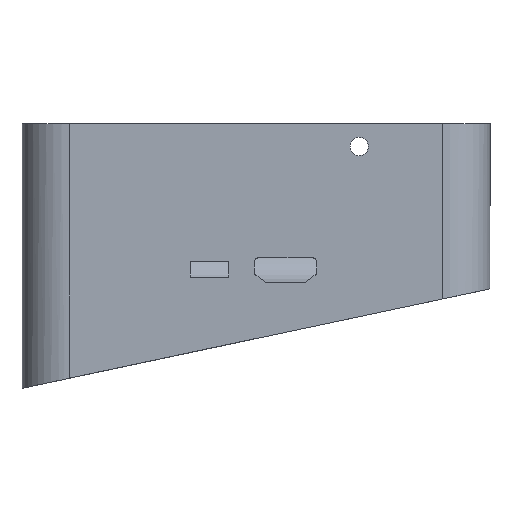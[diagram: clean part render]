
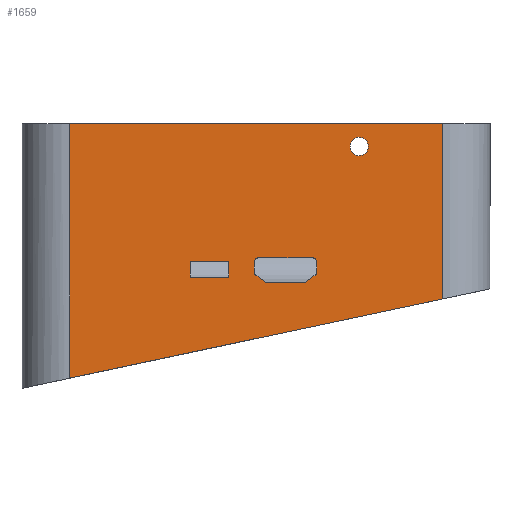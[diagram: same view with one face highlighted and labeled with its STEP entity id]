
A CAD part, left-side view. The second image highlights one B-rep face of the part: STEP entity #1659.
In plain terms, the highlighted planar face has unit normal (-1, 0, 0).
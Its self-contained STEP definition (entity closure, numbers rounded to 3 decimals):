
#56=FACE_BOUND('',#307,.T.);
#57=FACE_BOUND('',#308,.T.);
#58=FACE_BOUND('',#309,.T.);
#104=PLANE('',#1849);
#195=FACE_OUTER_BOUND('',#306,.T.);
#306=EDGE_LOOP('',(#1504,#1505,#1506,#1507));
#307=EDGE_LOOP('',(#1508,#1509,#1510,#1511,#1512,#1513,#1514,#1515,#1516,
#1517,#1518,#1519));
#308=EDGE_LOOP('',(#1520,#1521,#1522,#1523));
#309=EDGE_LOOP('',(#1524));
#313=LINE('',#2365,#461);
#317=LINE('',#2377,#465);
#321=LINE('',#2389,#469);
#326=LINE('',#2404,#474);
#331=LINE('',#2416,#479);
#334=LINE('',#2425,#482);
#337=LINE('',#2433,#485);
#340=LINE('',#2439,#488);
#343=LINE('',#2445,#491);
#346=LINE('',#2449,#494);
#376=LINE('',#2561,#524);
#384=LINE('',#2589,#532);
#457=LINE('',#2839,#605);
#458=LINE('',#2841,#606);
#461=VECTOR('',#1863,10.);
#465=VECTOR('',#1875,10.);
#469=VECTOR('',#1887,10.);
#474=VECTOR('',#1900,10.);
#479=VECTOR('',#1913,10.);
#482=VECTOR('',#1924,10.);
#485=VECTOR('',#1929,10.);
#488=VECTOR('',#1934,10.);
#491=VECTOR('',#1939,10.);
#494=VECTOR('',#1944,10.);
#524=VECTOR('',#2026,10.);
#532=VECTOR('',#2052,10.);
#605=VECTOR('',#2345,10.);
#606=VECTOR('',#2348,10.);
#607=CIRCLE('',#1676,0.6);
#609=CIRCLE('',#1680,0.6);
#611=CIRCLE('',#1684,0.6);
#613=CIRCLE('',#1688,0.6);
#615=CIRCLE('',#1692,0.6);
#617=CIRCLE('',#1696,0.6);
#638=CIRCLE('',#1749,1.15);
#677=VERTEX_POINT('',#2355);
#678=VERTEX_POINT('',#2356);
#681=VERTEX_POINT('',#2364);
#683=VERTEX_POINT('',#2370);
#685=VERTEX_POINT('',#2376);
#687=VERTEX_POINT('',#2382);
#689=VERTEX_POINT('',#2388);
#691=VERTEX_POINT('',#2394);
#692=VERTEX_POINT('',#2395);
#695=VERTEX_POINT('',#2403);
#697=VERTEX_POINT('',#2409);
#699=VERTEX_POINT('',#2418);
#703=VERTEX_POINT('',#2430);
#704=VERTEX_POINT('',#2432);
#706=VERTEX_POINT('',#2438);
#708=VERTEX_POINT('',#2444);
#742=VERTEX_POINT('',#2547);
#748=VERTEX_POINT('',#2559);
#759=VERTEX_POINT('',#2587);
#765=VERTEX_POINT('',#2610);
#826=VERTEX_POINT('',#2837);
#827=EDGE_CURVE('',#677,#678,#607,.T.);
#831=EDGE_CURVE('',#681,#678,#313,.T.);
#834=EDGE_CURVE('',#681,#683,#609,.T.);
#837=EDGE_CURVE('',#685,#683,#317,.T.);
#840=EDGE_CURVE('',#685,#687,#611,.T.);
#843=EDGE_CURVE('',#689,#687,#321,.T.);
#846=EDGE_CURVE('',#691,#692,#613,.T.);
#850=EDGE_CURVE('',#695,#692,#326,.T.);
#853=EDGE_CURVE('',#689,#697,#615,.T.);
#857=EDGE_CURVE('',#691,#697,#331,.T.);
#858=EDGE_CURVE('',#695,#699,#617,.T.);
#862=EDGE_CURVE('',#677,#699,#334,.T.);
#865=EDGE_CURVE('',#704,#703,#337,.T.);
#868=EDGE_CURVE('',#706,#704,#340,.T.);
#871=EDGE_CURVE('',#708,#706,#343,.T.);
#874=EDGE_CURVE('',#703,#708,#346,.T.);
#922=EDGE_CURVE('',#742,#748,#376,.T.);
#936=EDGE_CURVE('',#759,#748,#384,.T.);
#947=EDGE_CURVE('',#765,#765,#638,.T.);
#1059=EDGE_CURVE('',#826,#759,#457,.T.);
#1060=EDGE_CURVE('',#826,#742,#458,.T.);
#1504=ORIENTED_EDGE('',*,*,#1060,.T.);
#1505=ORIENTED_EDGE('',*,*,#922,.T.);
#1506=ORIENTED_EDGE('',*,*,#936,.F.);
#1507=ORIENTED_EDGE('',*,*,#1059,.F.);
#1508=ORIENTED_EDGE('',*,*,#862,.T.);
#1509=ORIENTED_EDGE('',*,*,#858,.F.);
#1510=ORIENTED_EDGE('',*,*,#850,.T.);
#1511=ORIENTED_EDGE('',*,*,#846,.F.);
#1512=ORIENTED_EDGE('',*,*,#857,.T.);
#1513=ORIENTED_EDGE('',*,*,#853,.F.);
#1514=ORIENTED_EDGE('',*,*,#843,.T.);
#1515=ORIENTED_EDGE('',*,*,#840,.F.);
#1516=ORIENTED_EDGE('',*,*,#837,.T.);
#1517=ORIENTED_EDGE('',*,*,#834,.F.);
#1518=ORIENTED_EDGE('',*,*,#831,.T.);
#1519=ORIENTED_EDGE('',*,*,#827,.F.);
#1520=ORIENTED_EDGE('',*,*,#865,.T.);
#1521=ORIENTED_EDGE('',*,*,#874,.T.);
#1522=ORIENTED_EDGE('',*,*,#871,.T.);
#1523=ORIENTED_EDGE('',*,*,#868,.T.);
#1524=ORIENTED_EDGE('',*,*,#947,.T.);
#1659=ADVANCED_FACE('',(#195,#56,#57,#58),#104,.T.);
#1676=AXIS2_PLACEMENT_3D('',#2357,#1855,#1856);
#1680=AXIS2_PLACEMENT_3D('',#2371,#1868,#1869);
#1684=AXIS2_PLACEMENT_3D('',#2383,#1880,#1881);
#1688=AXIS2_PLACEMENT_3D('',#2396,#1892,#1893);
#1692=AXIS2_PLACEMENT_3D('',#2410,#1905,#1906);
#1696=AXIS2_PLACEMENT_3D('',#2419,#1916,#1917);
#1749=AXIS2_PLACEMENT_3D('',#2612,#2080,#2081);
#1849=AXIS2_PLACEMENT_3D('',#2842,#2349,#2350);
#1855=DIRECTION('center_axis',(-1.,0.,0.));
#1856=DIRECTION('ref_axis',(0.,0.707,0.707));
#1863=DIRECTION('',(0.,0.,1.));
#1868=DIRECTION('center_axis',(-1.,0.,0.));
#1869=DIRECTION('ref_axis',(0.,0.894,-0.449));
#1875=DIRECTION('',(0.,0.802,0.597));
#1880=DIRECTION('center_axis',(-1.,0.,0.));
#1881=DIRECTION('ref_axis',(0.,0.315,-0.949));
#1887=DIRECTION('',(0.,1.,0.));
#1892=DIRECTION('center_axis',(-1.,0.,0.));
#1893=DIRECTION('ref_axis',(0.,-0.894,-0.449));
#1900=DIRECTION('',(0.,0.,-1.));
#1905=DIRECTION('center_axis',(-1.,0.,0.));
#1906=DIRECTION('ref_axis',(0.,-0.315,-0.949));
#1913=DIRECTION('',(0.,0.802,-0.597));
#1916=DIRECTION('center_axis',(-1.,0.,0.));
#1917=DIRECTION('ref_axis',(0.,-0.707,0.707));
#1924=DIRECTION('',(0.,-1.,0.));
#1929=DIRECTION('',(0.,0.,-1.));
#1934=DIRECTION('',(0.,-1.,0.));
#1939=DIRECTION('',(0.,0.,1.));
#1944=DIRECTION('',(0.,1.,0.));
#2026=DIRECTION('',(0.,-0.978,0.208));
#2052=DIRECTION('',(0.,0.,-1.));
#2080=DIRECTION('center_axis',(1.,0.,0.));
#2081=DIRECTION('ref_axis',(0.,1.,0.));
#2345=DIRECTION('',(0.,-1.,0.));
#2348=DIRECTION('',(0.,0.,-1.));
#2349=DIRECTION('center_axis',(-1.,0.,0.));
#2350=DIRECTION('ref_axis',(0.,1.,0.));
#2355=CARTESIAN_POINT('',(-44.76,29.015,-16.826));
#2356=CARTESIAN_POINT('',(-44.76,29.615,-17.426));
#2357=CARTESIAN_POINT('Origin',(-44.76,29.015,-17.426));
#2364=CARTESIAN_POINT('',(-44.76,29.615,-18.525));
#2365=CARTESIAN_POINT('',(-44.76,29.615,-19.413));
#2370=CARTESIAN_POINT('',(-44.76,29.373,-19.006));
#2371=CARTESIAN_POINT('Origin',(-44.76,29.015,-18.525));
#2376=CARTESIAN_POINT('',(-44.76,28.325,-19.788));
#2377=CARTESIAN_POINT('',(-44.76,21.015,-25.232));
#2382=CARTESIAN_POINT('',(-44.76,27.966,-19.906));
#2383=CARTESIAN_POINT('Origin',(-44.76,27.966,-19.306));
#2388=CARTESIAN_POINT('',(-44.76,23.364,-19.906));
#2389=CARTESIAN_POINT('',(-44.76,14.583,-19.906));
#2394=CARTESIAN_POINT('',(-44.76,21.957,-19.006));
#2395=CARTESIAN_POINT('',(-44.76,21.715,-18.525));
#2396=CARTESIAN_POINT('Origin',(-44.76,22.315,-18.525));
#2403=CARTESIAN_POINT('',(-44.76,21.715,-17.426));
#2404=CARTESIAN_POINT('',(-44.76,21.715,-18.413));
#2409=CARTESIAN_POINT('',(-44.76,23.005,-19.788));
#2410=CARTESIAN_POINT('Origin',(-44.76,23.364,-19.306));
#2416=CARTESIAN_POINT('',(-44.76,16.942,-15.272));
#2418=CARTESIAN_POINT('',(-44.76,22.315,-16.826));
#2419=CARTESIAN_POINT('Origin',(-44.76,22.315,-17.426));
#2425=CARTESIAN_POINT('',(-44.76,17.808,-16.826));
#2430=CARTESIAN_POINT('',(-44.76,32.815,-19.256));
#2432=CARTESIAN_POINT('',(-44.76,32.815,-17.256));
#2433=CARTESIAN_POINT('',(-44.76,32.815,-18.628));
#2438=CARTESIAN_POINT('',(-44.76,37.615,-17.256));
#2439=CARTESIAN_POINT('',(-44.76,21.808,-17.256));
#2444=CARTESIAN_POINT('',(-44.76,37.615,-19.256));
#2445=CARTESIAN_POINT('',(-44.76,37.615,-19.628));
#2449=CARTESIAN_POINT('',(-44.76,19.408,-19.256));
#2547=CARTESIAN_POINT('',(-44.76,52.73,-31.933));
#2559=CARTESIAN_POINT('',(-44.76,6.,-22.));
#2561=CARTESIAN_POINT('',(-44.76,58.73,-33.208));
#2587=CARTESIAN_POINT('',(-44.76,6.,0.));
#2589=CARTESIAN_POINT('',(-44.76,6.,-20.));
#2610=CARTESIAN_POINT('',(-44.76,15.259,-2.873));
#2612=CARTESIAN_POINT('Origin',(-44.76,16.409,-2.873));
#2837=CARTESIAN_POINT('',(-44.76,52.73,0.));
#2839=CARTESIAN_POINT('',(-44.76,41.048,0.));
#2841=CARTESIAN_POINT('',(-44.76,52.73,-20.));
#2842=CARTESIAN_POINT('Origin',(-44.76,6.,-20.));
